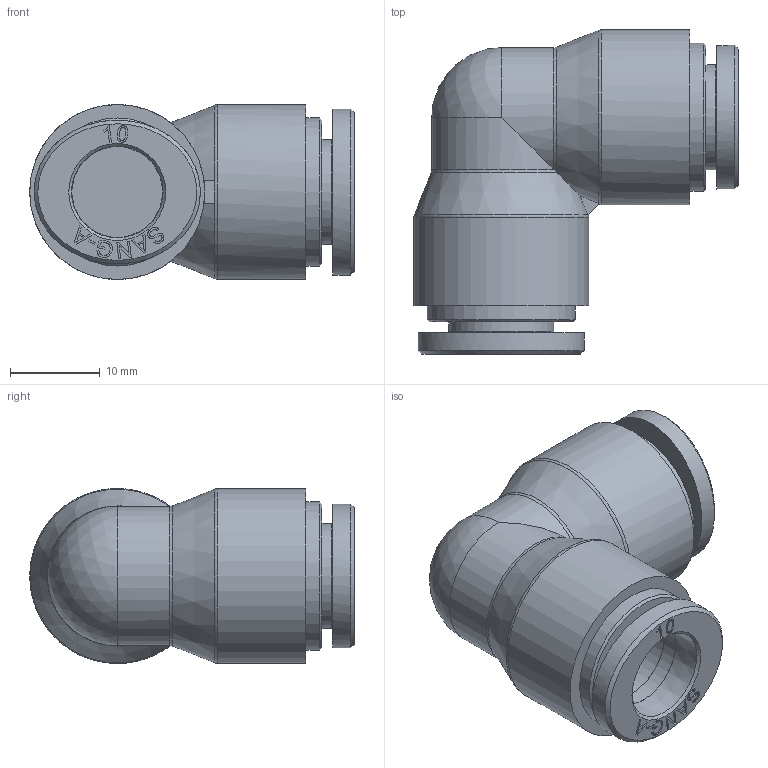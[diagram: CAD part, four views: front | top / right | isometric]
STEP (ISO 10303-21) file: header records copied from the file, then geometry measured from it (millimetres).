
FILE_DESCRIPTION((''),'2;1');
FILE_NAME('HR-PUL 10.stp','2020-03-19T10:31:12',('user'),(''),'Autodesk Inventor 2013','Autodesk Inventor 2013','');
FILE_SCHEMA(('AUTOMOTIVE_DESIGN { 1 0 10303 214 1 1 1 1 }'));
Length unit declared in the file: millimetre
Products named in the file (5): 조립품1; HR-PUL 10 BODY; HR-COLLAR 10; HR-Collar 10L(SUS); HR-SLEEVE 10
Assembly tree (5 placements, depth 3):
  조립품1
    HR-PUL 10 BODY
    HR-COLLAR 10  x2
      HR-Collar 10L(SUS)
      HR-SLEEVE 10
Bounding box: 36.15 x 36.15 x 19.5 mm (x, y, z)
Volume: 9406.8 mm3; surface area: 5831.4 mm2
Topology: 5 solids, 5 shells, 250 faces, 625 edges, 411 vertices
Faces by surface type: plane 141, bspline 82, cylinder 12, cone 10, torus 4, sphere 1
Full cylindrical faces by diameter (mm): 10.15 x2, 10.2 x2, 11.7 x2, 16.5 x2, 19.5 x2
Entity records: 4391 total; most frequent: CARTESIAN_POINT 1343, ORIENTED_EDGE 638, DIRECTION 481, EDGE_CURVE 319, VERTEX_POINT 216, VECTOR 197, LINE 197, EDGE_LOOP 169
